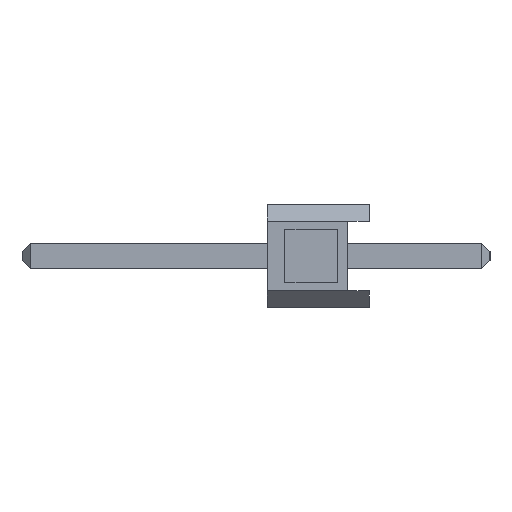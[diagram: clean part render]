
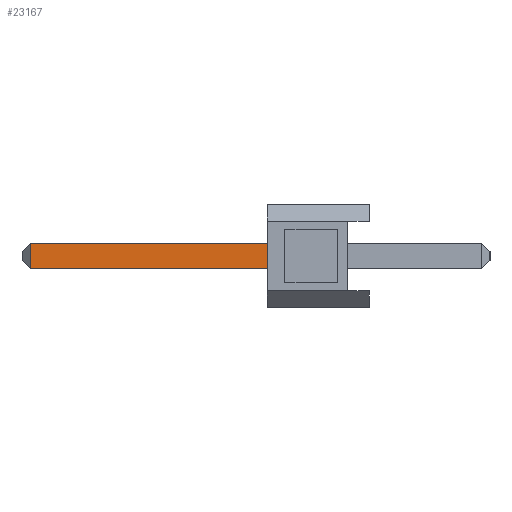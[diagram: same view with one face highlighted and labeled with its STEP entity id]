
A CAD part, left-side view. The second image highlights one B-rep face of the part: STEP entity #23167.
In plain terms, the highlighted planar face has unit normal (-1, 0, 0).
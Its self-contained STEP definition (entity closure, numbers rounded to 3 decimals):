
#1241 = CARTESIAN_POINT ( 'NONE',  ( -0.32, 8.44, 0.32 ) ) ;
#1459 = AXIS2_PLACEMENT_3D ( 'NONE', #18417, #23590, #31780 ) ;
#1752 = DIRECTION ( 'NONE',  ( 0., 0., -1. ) ) ;
#2518 = ORIENTED_EDGE ( 'NONE', *, *, #13980, .F. ) ;
#3966 = CARTESIAN_POINT ( 'NONE',  ( -0.32, 2.54, 0. ) ) ;
#5367 = VERTEX_POINT ( 'NONE', #21883 ) ;
#5757 = DIRECTION ( 'NONE',  ( 0., 1., 0. ) ) ;
#6590 = VECTOR ( 'NONE', #28534, 1000. ) ;
#6823 = EDGE_CURVE ( 'NONE', #30174, #5367, #16163, .T. ) ;
#9193 = EDGE_CURVE ( 'NONE', #30174, #17954, #31081, .T. ) ;
#9498 = ORIENTED_EDGE ( 'NONE', *, *, #6823, .F. ) ;
#9535 = LINE ( 'NONE', #33375, #10347 ) ;
#10035 = PLANE ( 'NONE',  #1459 ) ;
#10347 = VECTOR ( 'NONE', #1752, 1000. ) ;
#13980 = EDGE_CURVE ( 'NONE', #5367, #18318, #16138, .T. ) ;
#14557 = EDGE_CURVE ( 'NONE', #17954, #18318, #9535, .T. ) ;
#16138 = LINE ( 'NONE', #16482, #30850 ) ;
#16163 = LINE ( 'NONE', #3966, #32507 ) ;
#16482 = CARTESIAN_POINT ( 'NONE',  ( -0.32, -3., -0.32 ) ) ;
#17101 = DIRECTION ( 'NONE',  ( 0., 0., -1. ) ) ;
#17954 = VERTEX_POINT ( 'NONE', #1241 ) ;
#17983 = EDGE_LOOP ( 'NONE', ( #30272, #28138, #2518, #9498 ) ) ;
#18318 = VERTEX_POINT ( 'NONE', #26806 ) ;
#18417 = CARTESIAN_POINT ( 'NONE',  ( -0.32, -3., -0.32 ) ) ;
#21534 = CARTESIAN_POINT ( 'NONE',  ( -0.32, 2.54, 0.32 ) ) ;
#21883 = CARTESIAN_POINT ( 'NONE',  ( -0.32, 2.54, -0.32 ) ) ;
#22233 = FACE_OUTER_BOUND ( 'NONE', #17983, .T. ) ;
#23167 = ADVANCED_FACE ( 'NONE', ( #22233 ), #10035, .T. ) ;
#23590 = DIRECTION ( 'NONE',  ( -1., 0., 0. ) ) ;
#26806 = CARTESIAN_POINT ( 'NONE',  ( -0.32, 8.44, -0.32 ) ) ;
#28138 = ORIENTED_EDGE ( 'NONE', *, *, #14557, .T. ) ;
#28534 = DIRECTION ( 'NONE',  ( 0., 1., 0. ) ) ;
#30174 = VERTEX_POINT ( 'NONE', #21534 ) ;
#30272 = ORIENTED_EDGE ( 'NONE', *, *, #9193, .T. ) ;
#30850 = VECTOR ( 'NONE', #5757, 1000. ) ;
#31081 = LINE ( 'NONE', #31291, #6590 ) ;
#31291 = CARTESIAN_POINT ( 'NONE',  ( -0.32, -3., 0.32 ) ) ;
#31780 = DIRECTION ( 'NONE',  ( 0., 0., 1. ) ) ;
#32507 = VECTOR ( 'NONE', #17101, 1000. ) ;
#33375 = CARTESIAN_POINT ( 'NONE',  ( -0.32, 8.44, -0.32 ) ) ;
